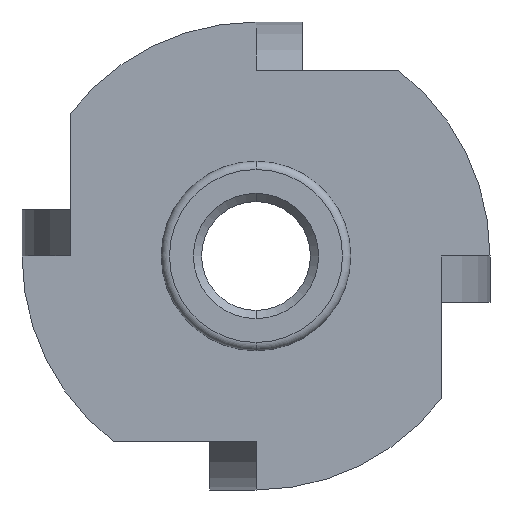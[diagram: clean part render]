
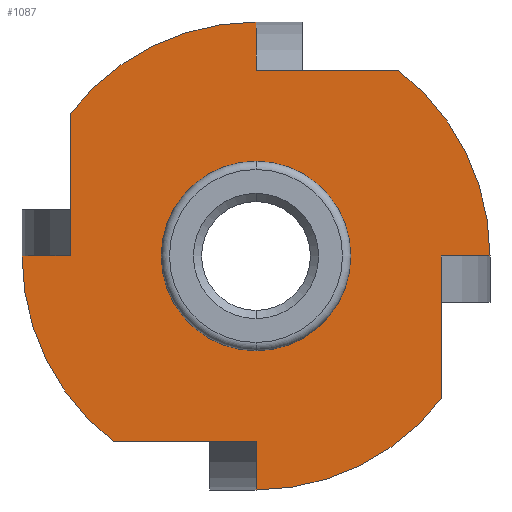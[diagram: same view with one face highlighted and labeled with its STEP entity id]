
A CAD part, left-side view. The second image highlights one B-rep face of the part: STEP entity #1087.
In plain terms, the highlighted planar face has unit normal (-1, 0, 0).
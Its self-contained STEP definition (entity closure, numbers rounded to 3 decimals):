
#1 = ORIENTED_EDGE ( 'NONE', *, *, #714, .F. ) ;
#24 = DIRECTION ( 'NONE',  ( 0., 0., 1. ) ) ;
#28 = DIRECTION ( 'NONE',  ( 1., 0., 0. ) ) ;
#38 = ORIENTED_EDGE ( 'NONE', *, *, #1140, .F. ) ;
#43 = LINE ( 'NONE', #1136, #896 ) ;
#47 = AXIS2_PLACEMENT_3D ( 'NONE', #767, #663, #293 ) ;
#52 = VERTEX_POINT ( 'NONE', #858 ) ;
#64 = AXIS2_PLACEMENT_3D ( 'NONE', #437, #148, #455 ) ;
#75 = AXIS2_PLACEMENT_3D ( 'NONE', #478, #947, #843 ) ;
#81 = CARTESIAN_POINT ( 'NONE',  ( -1.4, 5.625, 0. ) ) ;
#82 = CARTESIAN_POINT ( 'NONE',  ( -1.4, 0., 0. ) ) ;
#83 = CARTESIAN_POINT ( 'NONE',  ( -1.4, -1.4, 5.625 ) ) ;
#90 = VERTEX_POINT ( 'NONE', #591 ) ;
#99 = DIRECTION ( 'NONE',  ( 0., -1., 0. ) ) ;
#106 = PLANE ( 'NONE',  #47 ) ;
#110 = ORIENTED_EDGE ( 'NONE', *, *, #259, .F. ) ;
#114 = DIRECTION ( 'NONE',  ( 0., 0., -1. ) ) ;
#127 = VECTOR ( 'NONE', #24, 1000. ) ;
#128 = CARTESIAN_POINT ( 'NONE',  ( -1.4, -5.625, -1.4 ) ) ;
#132 = EDGE_CURVE ( 'NONE', #980, #135, #557, .T. ) ;
#134 = DIRECTION ( 'NONE',  ( 0., 0., -1. ) ) ;
#135 = VERTEX_POINT ( 'NONE', #128 ) ;
#145 = DIRECTION ( 'NONE',  ( -1., 0., 0. ) ) ;
#148 = DIRECTION ( 'NONE',  ( 1., 0., 0. ) ) ;
#158 = VECTOR ( 'NONE', #913, 1000. ) ;
#163 = ORIENTED_EDGE ( 'NONE', *, *, #619, .F. ) ;
#176 = CARTESIAN_POINT ( 'NONE',  ( -1.4, 0., -7.1 ) ) ;
#181 = DIRECTION ( 'NONE',  ( 0., -1., 0. ) ) ;
#197 = CARTESIAN_POINT ( 'NONE',  ( -1.4, 4.332, -5.625 ) ) ;
#203 = VECTOR ( 'NONE', #535, 1000. ) ;
#206 = FACE_OUTER_BOUND ( 'NONE', #1109, .T. ) ;
#220 = VECTOR ( 'NONE', #757, 1000. ) ;
#224 = EDGE_CURVE ( 'NONE', #986, #994, #1132, .T. ) ;
#252 = EDGE_CURVE ( 'NONE', #613, #90, #884, .T. ) ;
#259 = EDGE_CURVE ( 'NONE', #609, #477, #739, .T. ) ;
#268 = EDGE_CURVE ( 'NONE', #999, #328, #1184, .T. ) ;
#280 = CARTESIAN_POINT ( 'NONE',  ( -1.4, 5.625, 4.332 ) ) ;
#287 = VERTEX_POINT ( 'NONE', #1182 ) ;
#293 = DIRECTION ( 'NONE',  ( 0., 0., -1. ) ) ;
#314 = ORIENTED_EDGE ( 'NONE', *, *, #1159, .F. ) ;
#318 = EDGE_CURVE ( 'NONE', #477, #1106, #753, .T. ) ;
#326 = EDGE_CURVE ( 'NONE', #52, #1077, #513, .T. ) ;
#328 = VERTEX_POINT ( 'NONE', #715 ) ;
#333 = ORIENTED_EDGE ( 'NONE', *, *, #224, .F. ) ;
#340 = DIRECTION ( 'NONE',  ( 0., 1., 0. ) ) ;
#358 = CARTESIAN_POINT ( 'NONE',  ( -1.4, -4.332, 5.625 ) ) ;
#361 = VECTOR ( 'NONE', #181, 1000. ) ;
#366 = CIRCLE ( 'NONE', #75, 7.1 ) ;
#379 = VERTEX_POINT ( 'NONE', #280 ) ;
#386 = CARTESIAN_POINT ( 'NONE',  ( -1.4, 1.4, -5.625 ) ) ;
#389 = CARTESIAN_POINT ( 'NONE',  ( -1.4, -5.625, 0. ) ) ;
#412 = AXIS2_PLACEMENT_3D ( 'NONE', #1175, #28, #807 ) ;
#414 = EDGE_CURVE ( 'NONE', #379, #287, #447, .T. ) ;
#419 = LINE ( 'NONE', #740, #158 ) ;
#437 = CARTESIAN_POINT ( 'NONE',  ( -1.4, 0., 0. ) ) ;
#447 = CIRCLE ( 'NONE', #1121, 7.1 ) ;
#455 = DIRECTION ( 'NONE',  ( 0., 0., -1. ) ) ;
#464 = EDGE_CURVE ( 'NONE', #287, #52, #1059, .T. ) ;
#465 = LINE ( 'NONE', #677, #1185 ) ;
#473 = DIRECTION ( 'NONE',  ( 0., 0., -1. ) ) ;
#477 = VERTEX_POINT ( 'NONE', #197 ) ;
#478 = CARTESIAN_POINT ( 'NONE',  ( -1.4, 0., 0. ) ) ;
#480 = LINE ( 'NONE', #1234, #220 ) ;
#487 = ORIENTED_EDGE ( 'NONE', *, *, #268, .F. ) ;
#492 = ORIENTED_EDGE ( 'NONE', *, *, #132, .F. ) ;
#512 = CARTESIAN_POINT ( 'NONE',  ( -1.4, -5.625, 0. ) ) ;
#513 = LINE ( 'NONE', #995, #203 ) ;
#517 = CARTESIAN_POINT ( 'NONE',  ( -1.4, 0., -7.1 ) ) ;
#529 = LINE ( 'NONE', #1111, #712 ) ;
#535 = DIRECTION ( 'NONE',  ( 0., -1., 0. ) ) ;
#551 = ORIENTED_EDGE ( 'NONE', *, *, #647, .F. ) ;
#557 = LINE ( 'NONE', #512, #923 ) ;
#562 = EDGE_CURVE ( 'NONE', #328, #980, #480, .T. ) ;
#571 = AXIS2_PLACEMENT_3D ( 'NONE', #992, #145, #134 ) ;
#582 = ORIENTED_EDGE ( 'NONE', *, *, #318, .F. ) ;
#587 = CARTESIAN_POINT ( 'NONE',  ( -1.4, 5.625, 0. ) ) ;
#588 = EDGE_CURVE ( 'NONE', #1106, #614, #1000, .T. ) ;
#590 = DIRECTION ( 'NONE',  ( 0., 0., -1. ) ) ;
#591 = CARTESIAN_POINT ( 'NONE',  ( -1.4, 0., 2.875 ) ) ;
#605 = VECTOR ( 'NONE', #340, 1000. ) ;
#609 = VERTEX_POINT ( 'NONE', #386 ) ;
#613 = VERTEX_POINT ( 'NONE', #1039 ) ;
#614 = VERTEX_POINT ( 'NONE', #587 ) ;
#617 = VECTOR ( 'NONE', #1046, 1000. ) ;
#619 = EDGE_CURVE ( 'NONE', #614, #1110, #43, .T. ) ;
#639 = CARTESIAN_POINT ( 'NONE',  ( -1.4, 0., -5.625 ) ) ;
#647 = EDGE_CURVE ( 'NONE', #135, #1223, #1023, .T. ) ;
#659 = ORIENTED_EDGE ( 'NONE', *, *, #464, .F. ) ;
#663 = DIRECTION ( 'NONE',  ( 1., 0., 0. ) ) ;
#677 = CARTESIAN_POINT ( 'NONE',  ( -1.4, 0., 5.625 ) ) ;
#712 = VECTOR ( 'NONE', #837, 1000. ) ;
#714 = EDGE_CURVE ( 'NONE', #90, #613, #1113, .T. ) ;
#715 = CARTESIAN_POINT ( 'NONE',  ( -1.4, -7.1, 0. ) ) ;
#739 = LINE ( 'NONE', #639, #605 ) ;
#740 = CARTESIAN_POINT ( 'NONE',  ( -1.4, 5.625, 0. ) ) ;
#753 = CIRCLE ( 'NONE', #64, 7.1 ) ;
#756 = CARTESIAN_POINT ( 'NONE',  ( -1.4, 7.1, 0. ) ) ;
#757 = DIRECTION ( 'NONE',  ( 0., 1., 0. ) ) ;
#763 = CARTESIAN_POINT ( 'NONE',  ( -1.4, 5.625, 1.4 ) ) ;
#767 = CARTESIAN_POINT ( 'NONE',  ( -1.4, 0., 0. ) ) ;
#792 = AXIS2_PLACEMENT_3D ( 'NONE', #1160, #1141, #590 ) ;
#807 = DIRECTION ( 'NONE',  ( 0., 0., -1. ) ) ;
#808 = ORIENTED_EDGE ( 'NONE', *, *, #414, .F. ) ;
#810 = VECTOR ( 'NONE', #114, 1000. ) ;
#834 = ORIENTED_EDGE ( 'NONE', *, *, #1034, .F. ) ;
#837 = DIRECTION ( 'NONE',  ( 0., 1., 0. ) ) ;
#838 = FACE_BOUND ( 'NONE', #846, .T. ) ;
#839 = DIRECTION ( 'NONE',  ( 0., 0., 1. ) ) ;
#843 = DIRECTION ( 'NONE',  ( 0., 0., -1. ) ) ;
#846 = EDGE_LOOP ( 'NONE', ( #1236, #1 ) ) ;
#858 = CARTESIAN_POINT ( 'NONE',  ( -1.4, 0., 5.625 ) ) ;
#878 = ORIENTED_EDGE ( 'NONE', *, *, #972, .F. ) ;
#884 = CIRCLE ( 'NONE', #571, 2.875 ) ;
#896 = VECTOR ( 'NONE', #839, 1000. ) ;
#913 = DIRECTION ( 'NONE',  ( 0., 0., 1. ) ) ;
#923 = VECTOR ( 'NONE', #1172, 1000. ) ;
#945 = CARTESIAN_POINT ( 'NONE',  ( -1.4, 0., 5.625 ) ) ;
#947 = DIRECTION ( 'NONE',  ( 1., 0., 0. ) ) ;
#972 = EDGE_CURVE ( 'NONE', #1110, #379, #419, .T. ) ;
#980 = VERTEX_POINT ( 'NONE', #1117 ) ;
#986 = VERTEX_POINT ( 'NONE', #176 ) ;
#992 = CARTESIAN_POINT ( 'NONE',  ( -1.4, 0., 0. ) ) ;
#994 = VERTEX_POINT ( 'NONE', #1022 ) ;
#995 = CARTESIAN_POINT ( 'NONE',  ( -1.4, 0., 5.625 ) ) ;
#999 = VERTEX_POINT ( 'NONE', #358 ) ;
#1000 = LINE ( 'NONE', #81, #361 ) ;
#1022 = CARTESIAN_POINT ( 'NONE',  ( -1.4, 0., -5.625 ) ) ;
#1023 = LINE ( 'NONE', #389, #810 ) ;
#1034 = EDGE_CURVE ( 'NONE', #994, #609, #529, .T. ) ;
#1039 = CARTESIAN_POINT ( 'NONE',  ( -1.4, 0., -2.875 ) ) ;
#1046 = DIRECTION ( 'NONE',  ( 0., 0., -1. ) ) ;
#1059 = LINE ( 'NONE', #945, #617 ) ;
#1066 = ORIENTED_EDGE ( 'NONE', *, *, #562, .F. ) ;
#1077 = VERTEX_POINT ( 'NONE', #83 ) ;
#1087 = ADVANCED_FACE ( 'NONE', ( #838, #206 ), #106, .F. ) ;
#1095 = ORIENTED_EDGE ( 'NONE', *, *, #588, .F. ) ;
#1106 = VERTEX_POINT ( 'NONE', #756 ) ;
#1109 = EDGE_LOOP ( 'NONE', ( #487, #314, #1176, #659, #808, #878, #163, #1095, #582, #110, #834, #333, #38, #551, #492, #1066 ) ) ;
#1110 = VERTEX_POINT ( 'NONE', #763 ) ;
#1111 = CARTESIAN_POINT ( 'NONE',  ( -1.4, 0., -5.625 ) ) ;
#1113 = CIRCLE ( 'NONE', #792, 2.875 ) ;
#1117 = CARTESIAN_POINT ( 'NONE',  ( -1.4, -5.625, 0. ) ) ;
#1121 = AXIS2_PLACEMENT_3D ( 'NONE', #82, #1232, #473 ) ;
#1132 = LINE ( 'NONE', #517, #127 ) ;
#1136 = CARTESIAN_POINT ( 'NONE',  ( -1.4, 5.625, 0. ) ) ;
#1140 = EDGE_CURVE ( 'NONE', #1223, #986, #366, .T. ) ;
#1141 = DIRECTION ( 'NONE',  ( -1., 0., 0. ) ) ;
#1159 = EDGE_CURVE ( 'NONE', #1077, #999, #465, .T. ) ;
#1160 = CARTESIAN_POINT ( 'NONE',  ( -1.4, 0., 0. ) ) ;
#1172 = DIRECTION ( 'NONE',  ( 0., 0., -1. ) ) ;
#1175 = CARTESIAN_POINT ( 'NONE',  ( -1.4, 0., 0. ) ) ;
#1176 = ORIENTED_EDGE ( 'NONE', *, *, #326, .F. ) ;
#1182 = CARTESIAN_POINT ( 'NONE',  ( -1.4, 0., 7.1 ) ) ;
#1184 = CIRCLE ( 'NONE', #412, 7.1 ) ;
#1185 = VECTOR ( 'NONE', #99, 1000. ) ;
#1223 = VERTEX_POINT ( 'NONE', #1237 ) ;
#1232 = DIRECTION ( 'NONE',  ( 1., 0., 0. ) ) ;
#1234 = CARTESIAN_POINT ( 'NONE',  ( -1.4, -7.1, 0. ) ) ;
#1236 = ORIENTED_EDGE ( 'NONE', *, *, #252, .F. ) ;
#1237 = CARTESIAN_POINT ( 'NONE',  ( -1.4, -5.625, -4.332 ) ) ;
